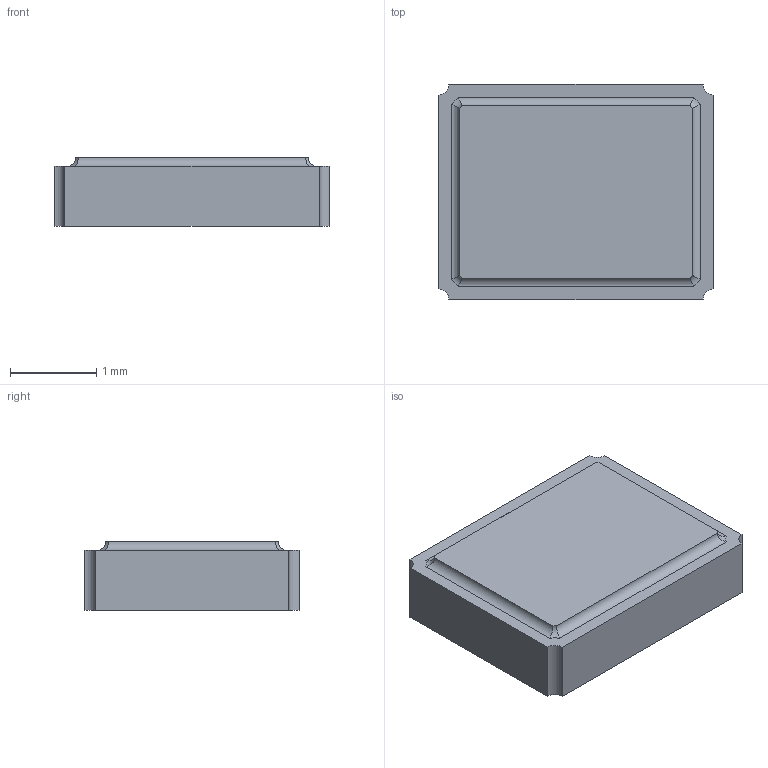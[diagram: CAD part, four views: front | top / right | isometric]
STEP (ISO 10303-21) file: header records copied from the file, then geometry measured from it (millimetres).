
FILE_DESCRIPTION(/* description */ (''),/* implementation_level */ '2;1');
FILE_NAME(/* name */ '7V12000018 v4.step',/* time_stamp */ '2022-03-12T14:45:47-07:00',/* author */ (''),/* organization */ (''),/* preprocessor_version */ 'ST-DEVELOPER v18.1',/* originating_system */ 'Autodesk Translation Framework v10.13.0.1454',/* authorisation */ '');
FILE_SCHEMA (('AUTOMOTIVE_DESIGN { 1 0 10303 214 3 1 1 }'));
Length unit declared in the file: millimetre
Products named in the file (2): 7V12000018; 7V12000018_1
Assembly tree (1 placements, depth 2):
  7V12000018
    7V12000018_1
Bounding box: 3.2 x 2.5 x 0.8 mm (x, y, z)
Volume: 6.1 mm3; surface area: 24.3 mm2
Topology: 1 solids, 1 shells, 19 faces, 48 edges, 32 vertices
Faces by surface type: cylinder 8, plane 7, torus 4
Entity records: 719 total; most frequent: CARTESIAN_POINT 206, DIRECTION 100, ORIENTED_EDGE 96, EDGE_CURVE 48, AXIS2_PLACEMENT_3D 38, VERTEX_POINT 32, LINE 24, VECTOR 24
